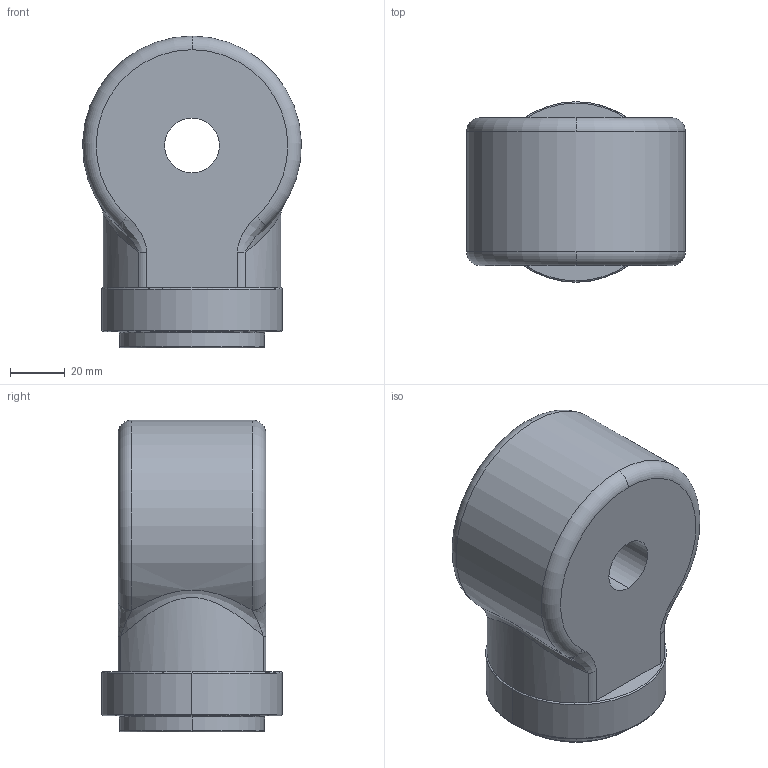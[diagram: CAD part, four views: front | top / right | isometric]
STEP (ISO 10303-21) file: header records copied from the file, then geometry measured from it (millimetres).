
FILE_DESCRIPTION (( 'STEP AP203' ), '1' );
FILE_NAME ('5th Axis Arm_Default_sldprt.STEP', '2022-06-04T20:59:37', ( '' ), ( '' ), 'SwSTEP 2.0', 'SolidWorks 2020', '' );
FILE_SCHEMA (( 'CONFIG_CONTROL_DESIGN' ));
Length unit declared in the file: millimetre
Products named in the file (1): 5th Axis Arm_Default_sldprt
Bounding box: 79.97 x 66 x 114 mm (x, y, z)
Volume: 357748.6 mm3; surface area: 37367.8 mm2
Topology: 1 solids, 1 shells, 89 faces, 204 edges, 107 vertices
Faces by surface type: cylinder 30, cone 24, torus 16, plane 13, bspline 6
Entity records: 3174 total; most frequent: CARTESIAN_POINT 1128, DIRECTION 469, ORIENTED_EDGE 384, AXIS2_PLACEMENT_3D 206, EDGE_CURVE 192, CIRCLE 122, VERTEX_POINT 107, EDGE_LOOP 93
